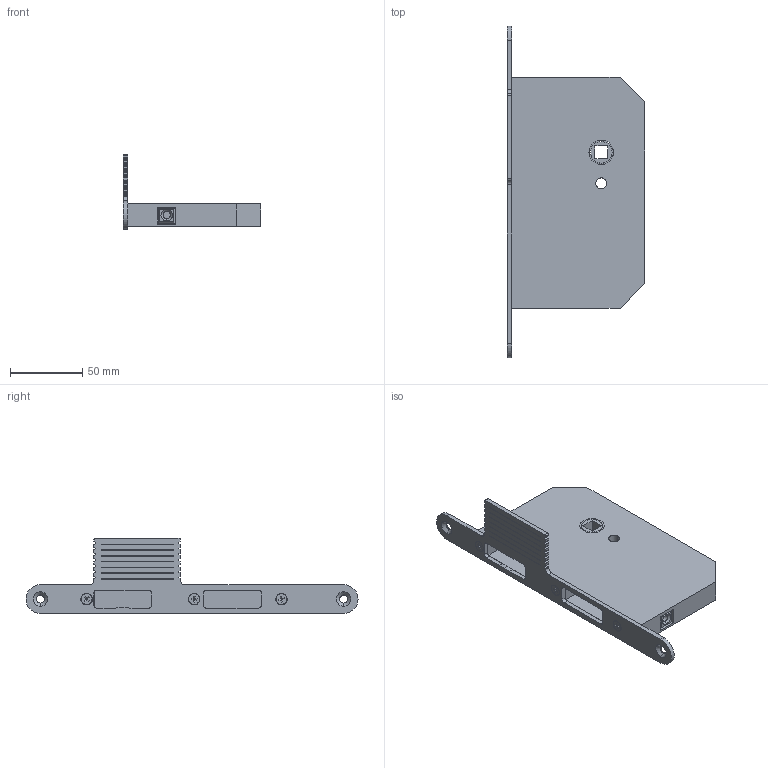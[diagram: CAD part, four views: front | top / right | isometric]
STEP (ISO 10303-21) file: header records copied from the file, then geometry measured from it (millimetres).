
FILE_DESCRIPTION (( 'STEP AP203' ), '1' );
FILE_NAME ('CASA 50590, Dornmass 65, Lappenstulp 20r.STEP', '2025-01-10T05:23:26', ( '' ), ( '' ), 'SwSTEP 2.0', 'SolidWorks 2023', '' );
FILE_SCHEMA (( 'CONFIG_CONTROL_DESIGN' ));
Length unit declared in the file: millimetre
Products named in the file (4): D001533313-065; D001127682-000_D001127682-001; D001554231-020; CASA 50590, Dornmass 65, Lappenstulp 20r
Assembly tree (5 placements, depth 2):
  CASA 50590, Dornmass 65, Lappenstulp 20r
    D001533313-065
    D001127682-000_D001127682-001  x3
    D001554231-020
Bounding box: 95 x 230 x 52 mm (x, y, z)
Volume: 221411.1 mm3; surface area: 59568 mm2
Topology: 7 solids, 7 shells, 382 faces, 973 edges, 617 vertices
Faces by surface type: plane 237, cylinder 119, cone 26
Entity records: 9605 total; most frequent: CARTESIAN_POINT 1610, DIRECTION 1583, ORIENTED_EDGE 1554, EDGE_CURVE 777, LINE 559, VECTOR 559, AXIS2_PLACEMENT_3D 512, VERTEX_POINT 503
